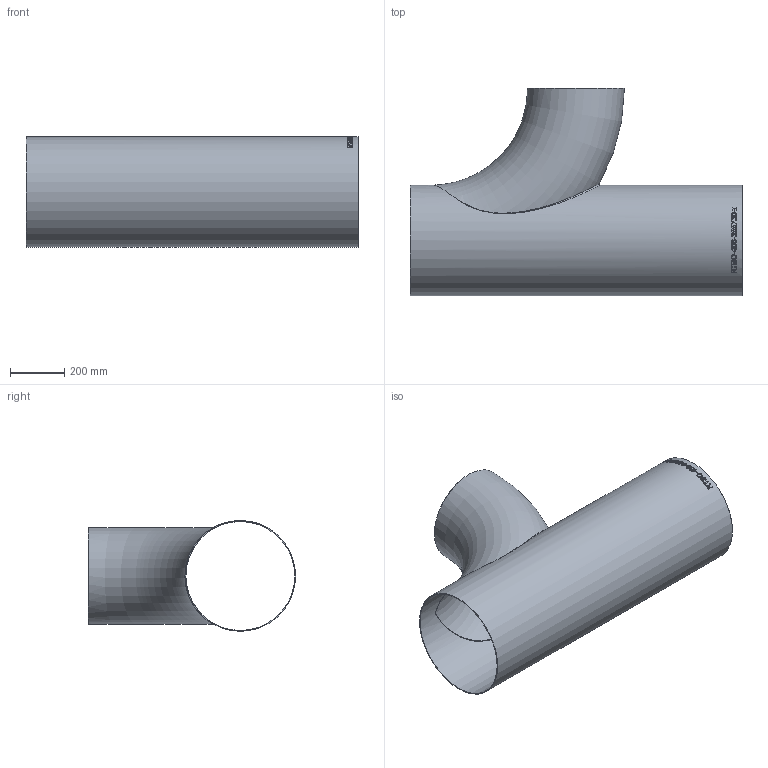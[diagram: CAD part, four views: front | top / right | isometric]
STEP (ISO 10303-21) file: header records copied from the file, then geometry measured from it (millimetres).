
FILE_DESCRIPTION (( 'STEP AP214' ), '1' );
FILE_NAME ('RTBO-406-355X30-x T-Bogen reduziert 2005.STEP', '2020-05-26T08:25:27', ( '' ), ( '' ), 'SwSTEP 2.0', 'SolidWorks 2019', '' );
FILE_SCHEMA (( 'AUTOMOTIVE_DESIGN' ));
Length unit declared in the file: millimetre
Products named in the file (1): RTBO-406-355X30-x T-Bogen reduziert 2005
Bounding box: 1220 x 761.6 x 406.4 mm (x, y, z)
Volume: 5692014.8 mm3; surface area: 3819734.2 mm2
Topology: 1 solids, 1 shells, 247 faces, 658 edges, 439 vertices
Faces by surface type: bspline 151, plane 67, cylinder 27, torus 2
Full cylindrical faces by diameter (mm): 400.4 x1, 406.4 x1
Entity records: 54430 total; most frequent: CARTESIAN_POINT 47035, ORIENTED_EDGE 1298, EDGE_CURVE 649, B_SPLINE_CURVE_WITH_KNOTS 469, DIRECTION 460, VERTEX_POINT 436, EDGE_LOOP 283, FACE_OUTER_BOUND 253
